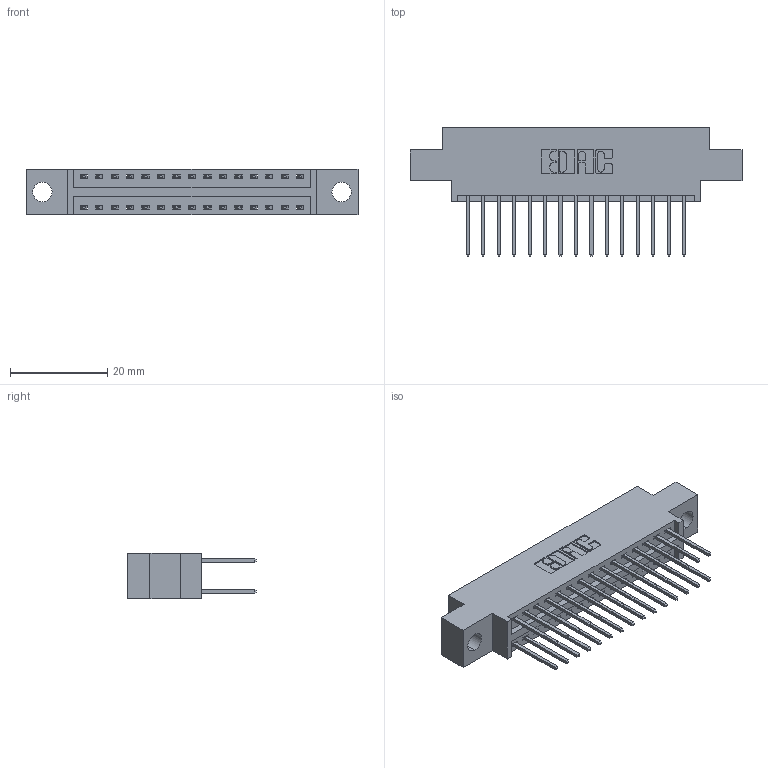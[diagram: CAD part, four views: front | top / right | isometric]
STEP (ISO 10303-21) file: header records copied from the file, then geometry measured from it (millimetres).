
FILE_DESCRIPTION (( 'STEP AP203' ), '1' );
FILE_NAME ('346-030-522-804.STEP', '2022-05-19T16:17:11', ( '' ), ( '' ), 'SwSTEP 2.0', 'SolidWorks 2020', '' );
FILE_SCHEMA (( 'CONFIG_CONTROL_DESIGN' ));
Length unit declared in the file: inch
Products named in the file (3): 346 Part_0.170 Offset - 0.156 Dia-TH; 345-292-001_345-293-122; 346-030-522-804
Assembly tree (31 placements, depth 2):
  346-030-522-804
    346 Part_0.170 Offset - 0.156 Dia-TH
    345-292-001_345-293-122  x30
Bounding box: 68.2 x 26.42 x 9.4 mm (x, y, z)
Volume: 6256.8 mm3; surface area: 8559.9 mm2
Topology: 31 solids, 31 shells, 1700 faces, 5027 edges, 3310 vertices
Faces by surface type: plane 1144, cylinder 556
Entity records: 13993 total; most frequent: CARTESIAN_POINT 2350, ORIENTED_EDGE 2282, DIRECTION 2121, EDGE_CURVE 1141, LINE 949, VECTOR 949, VERTEX_POINT 758, AXIS2_PLACEMENT_3D 586
